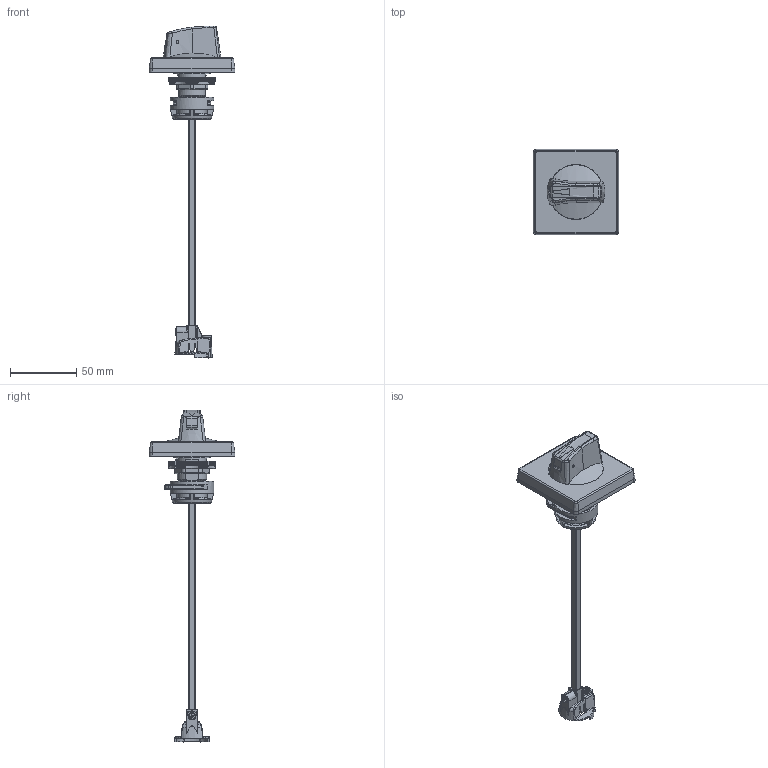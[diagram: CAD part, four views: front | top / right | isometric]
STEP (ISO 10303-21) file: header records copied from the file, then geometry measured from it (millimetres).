
FILE_DESCRIPTION(/* description */ (''),/* implementation_level */ '2;1');
FILE_NAME(/* name */ '3d_SM2X18200R.stp',/* time_stamp */ '2023-09-20T07:48:11+02:00',/* author */ (''),/* organization */ (''),/* preprocessor_version */ 'ST-DEVELOPER v16.7',/* originating_system */ 'SIEMENS PLM Software NX 12.0',/* authorisation */ '');
FILE_SCHEMA (('AUTOMOTIVE_DESIGN { 1 0 10303 214 3 1 1 1 }'));
Length unit declared in the file: millimetre
Products named in the file (1): Rugg433873579qb5
Bounding box: 65 x 65 x 251.1 mm (x, y, z)
Surface area: 37817.9 mm2 (no closed solid volume)
Topology: 0 solids, 16 shells, 1141 faces, 3522 edges, 2324 vertices
Faces by surface type: plane 499, cylinder 302, bspline 164, torus 74, cone 56, sphere 46
Full cylindrical faces by diameter (mm): 1.6 x5, 2 x1, 2.2 x2, 2.4 x8, 3 x8, 5 x8, 20 x1, 21.4 x1, 22 x1, 27.5 x1, 33 x1, 41.2 x1, 41.6 x1
Entity records: 46605 total; most frequent: CARTESIAN_POINT 17393, ORIENTED_EDGE 5949, DIRECTION 5775, EDGE_CURVE 3380, VERTEX_POINT 2282, AXIS2_PLACEMENT_3D 2055, LINE 1665, VECTOR 1665
